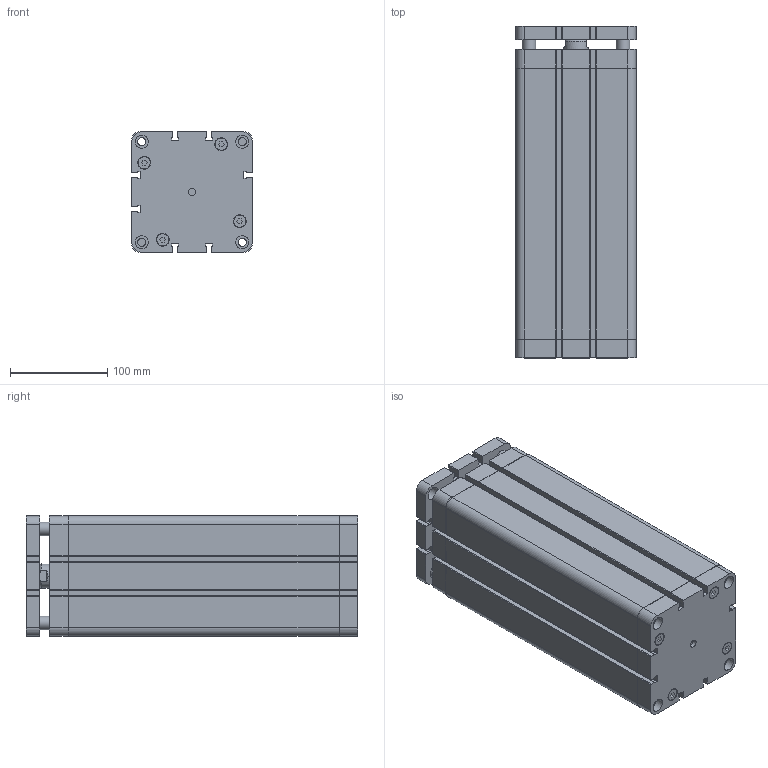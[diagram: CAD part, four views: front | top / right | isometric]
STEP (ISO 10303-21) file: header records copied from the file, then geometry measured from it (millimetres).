
FILE_DESCRIPTION((''),'2;1');
FILE_NAME('ADMA100.250.GS.F.stp','2011-08-25T17:36:59',('Administrator'),(''),'Autodesk Inventor 2012','Autodesk Inventor 2012','');
FILE_SCHEMA(('AUTOMOTIVE_DESIGN { 1 0 10303 214 1 1 1 1 }'));
Length unit declared in the file: millimetre
Products named in the file (1): ADMA100.250.GS.F
Bounding box: 124 x 340.5 x 124 mm (x, y, z)
Volume: 4833821.8 mm3; surface area: 307507.3 mm2
Topology: 1 solids, 1 shells, 533 faces, 1462 edges, 976 vertices
Faces by surface type: plane 301, cylinder 229, cone 2, torus 1
Full cylindrical faces by diameter (mm): 8 x1, 8.376 x4, 10 x4, 11.445 x2, 12.5 x8, 13 x2, 13.5 x16, 14 x4, 18 x1, 25 x1, 27 x1, 30 x1
Entity records: 17324 total; most frequent: CARTESIAN_POINT 2946, DIRECTION 2932, ORIENTED_EDGE 2808, EDGE_CURVE 1404, AXIS2_PLACEMENT_3D 996, VERTEX_POINT 966, VECTOR 940, LINE 940
